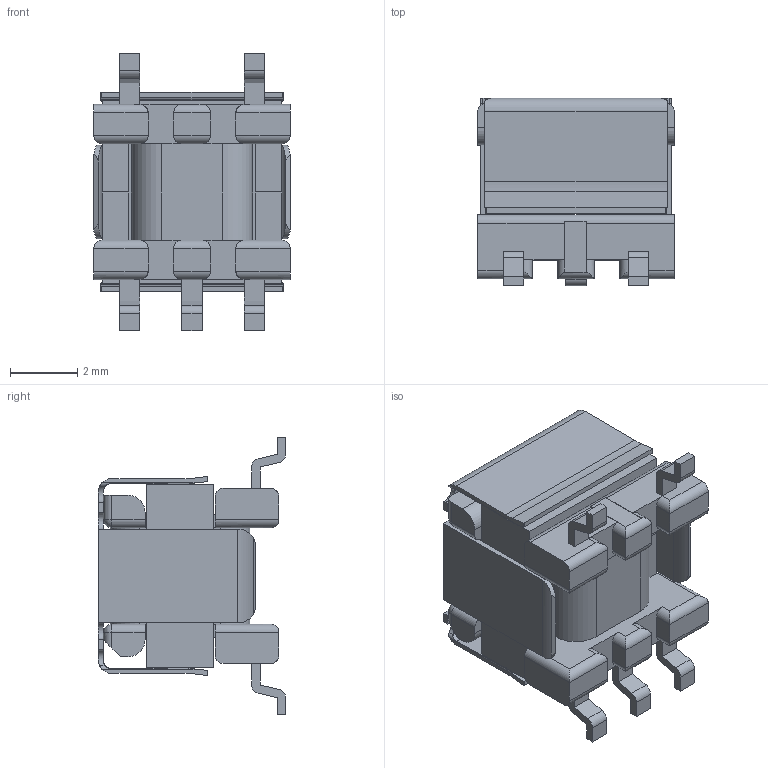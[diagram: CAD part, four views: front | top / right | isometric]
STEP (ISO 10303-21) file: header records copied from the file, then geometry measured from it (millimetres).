
FILE_DESCRIPTION (( 'STEP AP214' ), '1' );
FILE_NAME ('EE5_4215_0166_MP5.STEP', '2021-07-06T20:07:04', ( '' ), ( '' ), 'SwSTEP 2.0', 'SolidWorks 2017', '' );
FILE_SCHEMA (( 'AUTOMOTIVE_DESIGN' ));
Length unit declared in the file: millimetre
Products named in the file (5): EE5_4215_0166_MP5; 139-0166_6G; 070-4215_coil; 070-4215_6D; 150-0532_6D
Assembly tree (5 placements, depth 2):
  EE5_4215_0166_MP5
    070-4215_6D
    070-4215_coil
    150-0532_6D  x2
    139-0166_6G
Bounding box: 5.85 x 5.57 x 8.26 mm (x, y, z)
Volume: 125 mm3; surface area: 611.5 mm2
Topology: 5 solids, 5 shells, 283 faces, 786 edges, 509 vertices
Faces by surface type: plane 179, cylinder 100, sphere 4
Entity records: 9534 total; most frequent: CARTESIAN_POINT 1726, ORIENTED_EDGE 1492, DIRECTION 1375, EDGE_CURVE 746, LINE 547, VECTOR 547, VERTEX_POINT 485, AXIS2_PLACEMENT_3D 414
